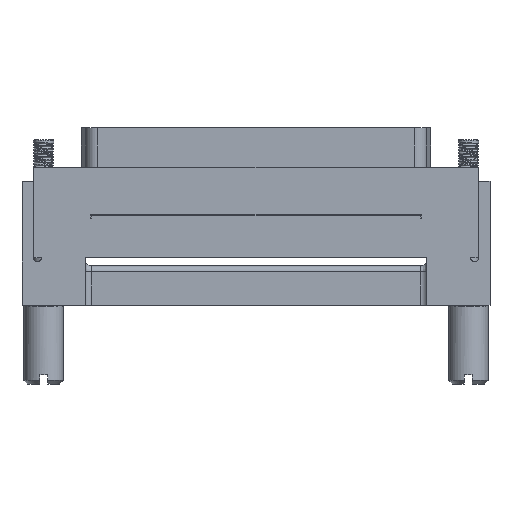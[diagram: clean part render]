
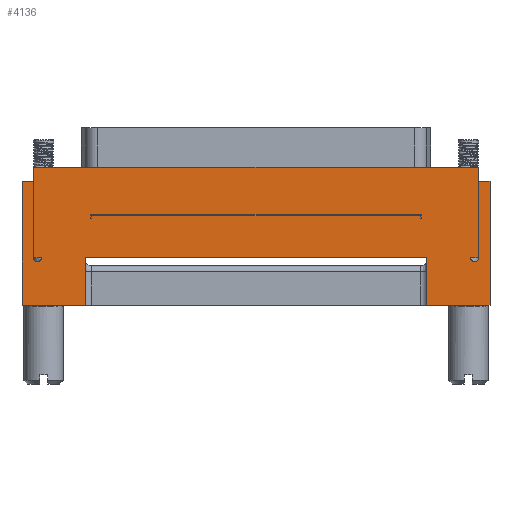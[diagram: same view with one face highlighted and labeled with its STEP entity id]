
A CAD part, front view. The second image highlights one B-rep face of the part: STEP entity #4136.
In plain terms, the highlighted planar face has unit normal (0, -1, 0).
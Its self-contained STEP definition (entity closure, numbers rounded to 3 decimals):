
#441=CARTESIAN_POINT('',(-34.74,-4.125,4.7));
#442=VERTEX_POINT('',#441);
#491=CARTESIAN_POINT('',(-34.74,-4.125,-11.));
#492=VERTEX_POINT('',#491);
#499=CARTESIAN_POINT('',(-34.74,-4.125,-11.));
#500=DIRECTION('',(0.,0.,1.));
#501=VECTOR('',#500,15.7);
#502=LINE('',#499,#501);
#503=EDGE_CURVE('',#492,#442,#502,.T.);
#653=CARTESIAN_POINT('',(-26.74,-4.125,-5.));
#654=VERTEX_POINT('',#653);
#655=CARTESIAN_POINT('',(-26.74,-4.125,-11.));
#656=VERTEX_POINT('',#655);
#657=CARTESIAN_POINT('',(-26.74,-4.125,-5.));
#658=DIRECTION('',(0.,0.,-1.));
#659=VECTOR('',#658,6.);
#660=LINE('',#657,#659);
#661=EDGE_CURVE('',#654,#656,#660,.T.);
#885=CARTESIAN_POINT('',(-33.29,-4.125,-5.));
#886=VERTEX_POINT('',#885);
#895=CARTESIAN_POINT('',(-33.29,-4.125,4.7));
#896=VERTEX_POINT('',#895);
#903=CARTESIAN_POINT('',(-33.29,-4.125,4.7));
#904=DIRECTION('',(0.,0.,-1.));
#905=VECTOR('',#904,9.7);
#906=LINE('',#903,#905);
#907=EDGE_CURVE('',#896,#886,#906,.T.);
#917=CARTESIAN_POINT('',(-32.29,-4.125,-5.));
#918=VERTEX_POINT('',#917);
#919=CARTESIAN_POINT('',(-32.79,-4.125,-5.));
#920=DIRECTION('',(-1.,0.,0.));
#921=DIRECTION('',(0.,-1.,0.));
#922=AXIS2_PLACEMENT_3D('',#919,#921,#920);
#923=CIRCLE('',#922,0.5);
#924=EDGE_CURVE('',#886,#918,#923,.T.);
#966=CARTESIAN_POINT('',(-34.74,-4.125,4.7));
#967=DIRECTION('',(1.,0.,0.));
#968=VECTOR('',#967,1.45);
#969=LINE('',#966,#968);
#970=EDGE_CURVE('',#442,#896,#969,.T.);
#1825=CARTESIAN_POINT('',(24.58,-4.125,4.7));
#1826=VERTEX_POINT('',#1825);
#1833=CARTESIAN_POINT('',(24.58,-4.125,-11.));
#1834=VERTEX_POINT('',#1833);
#1835=CARTESIAN_POINT('',(24.58,-4.125,4.7));
#1836=DIRECTION('',(0.,0.,-1.));
#1837=VECTOR('',#1836,15.7);
#1838=LINE('',#1835,#1837);
#1839=EDGE_CURVE('',#1826,#1834,#1838,.T.);
#2272=CARTESIAN_POINT('',(16.58,-4.125,-11.));
#2273=VERTEX_POINT('',#2272);
#2280=CARTESIAN_POINT('',(16.58,-4.125,-5.));
#2281=VERTEX_POINT('',#2280);
#2282=CARTESIAN_POINT('',(16.58,-4.125,-11.));
#2283=DIRECTION('',(0.,0.,1.));
#2284=VECTOR('',#2283,6.);
#2285=LINE('',#2282,#2284);
#2286=EDGE_CURVE('',#2273,#2281,#2285,.T.);
#2600=CARTESIAN_POINT('',(23.13,-4.125,4.7));
#2601=VERTEX_POINT('',#2600);
#2608=CARTESIAN_POINT('',(23.13,-4.125,4.7));
#2609=DIRECTION('',(1.,0.,0.));
#2610=VECTOR('',#2609,1.45);
#2611=LINE('',#2608,#2610);
#2612=EDGE_CURVE('',#2601,#1826,#2611,.T.);
#2766=CARTESIAN_POINT('',(23.13,-4.125,-5.));
#2767=VERTEX_POINT('',#2766);
#2768=CARTESIAN_POINT('',(23.13,-4.125,-5.));
#2769=DIRECTION('',(0.,0.,1.));
#2770=VECTOR('',#2769,9.7);
#2771=LINE('',#2768,#2770);
#2772=EDGE_CURVE('',#2767,#2601,#2771,.T.);
#2813=CARTESIAN_POINT('',(22.13,-4.125,-5.));
#2814=VERTEX_POINT('',#2813);
#2815=CARTESIAN_POINT('',(22.63,-4.125,-5.));
#2816=DIRECTION('',(-1.,0.,0.));
#2817=DIRECTION('',(0.,-1.,0.));
#2818=AXIS2_PLACEMENT_3D('',#2815,#2817,#2816);
#2819=CIRCLE('',#2818,0.5);
#2820=EDGE_CURVE('',#2814,#2767,#2819,.T.);
#3234=CARTESIAN_POINT('',(24.58,-4.125,-11.));
#3235=DIRECTION('',(-1.,0.,0.));
#3236=VECTOR('',#3235,8.);
#3237=LINE('',#3234,#3236);
#3238=EDGE_CURVE('',#1834,#2273,#3237,.T.);
#3245=CARTESIAN_POINT('',(-26.74,-4.125,-11.));
#3246=DIRECTION('',(-1.,0.,0.));
#3247=VECTOR('',#3246,8.);
#3248=LINE('',#3245,#3247);
#3249=EDGE_CURVE('',#656,#492,#3248,.T.);
#3397=CARTESIAN_POINT('',(-33.25,-4.125,-5.));
#3398=VERTEX_POINT('',#3397);
#3450=CARTESIAN_POINT('',(-32.29,-4.125,-5.));
#3451=DIRECTION('',(-1.,0.,0.));
#3452=VECTOR('',#3451,0.96);
#3453=LINE('',#3450,#3452);
#3454=EDGE_CURVE('',#918,#3398,#3453,.T.);
#3670=CARTESIAN_POINT('',(-33.25,-4.125,6.5));
#3671=VERTEX_POINT('',#3670);
#3672=CARTESIAN_POINT('',(-33.25,-4.125,-5.));
#3673=DIRECTION('',(0.,0.,1.));
#3674=VECTOR('',#3673,11.5);
#3675=LINE('',#3672,#3674);
#3676=EDGE_CURVE('',#3398,#3671,#3675,.T.);
#4003=CARTESIAN_POINT('',(-5.08,-4.125,-2.25));
#4004=DIRECTION('',(1.,0.,0.));
#4005=DIRECTION('',(0.,-1.,0.));
#4006=AXIS2_PLACEMENT_3D('',#4003,#4005,#4004);
#4007=PLANE('',#4006);
#4008=CARTESIAN_POINT('',(23.09,-4.125,-5.));
#4009=VERTEX_POINT('',#4008);
#4010=CARTESIAN_POINT('',(23.09,-4.125,6.5));
#4011=VERTEX_POINT('',#4010);
#4012=CARTESIAN_POINT('',(23.09,-4.125,-5.));
#4013=DIRECTION('',(0.,0.,1.));
#4014=VECTOR('',#4013,11.5);
#4015=LINE('',#4012,#4014);
#4016=EDGE_CURVE('',#4009,#4011,#4015,.T.);
#4017=ORIENTED_EDGE('',*,*,#4016,.T.);
#4018=CARTESIAN_POINT('',(23.09,-4.125,6.5));
#4019=DIRECTION('',(-1.,0.,0.));
#4020=VECTOR('',#4019,56.34);
#4021=LINE('',#4018,#4020);
#4022=EDGE_CURVE('',#4011,#3671,#4021,.T.);
#4023=ORIENTED_EDGE('',*,*,#4022,.T.);
#4024=ORIENTED_EDGE('',*,*,#3676,.F.);
#4025=ORIENTED_EDGE('',*,*,#3454,.F.);
#4026=ORIENTED_EDGE('',*,*,#924,.F.);
#4027=ORIENTED_EDGE('',*,*,#907,.F.);
#4028=ORIENTED_EDGE('',*,*,#970,.F.);
#4029=ORIENTED_EDGE('',*,*,#503,.F.);
#4030=ORIENTED_EDGE('',*,*,#3249,.F.);
#4031=ORIENTED_EDGE('',*,*,#661,.F.);
#4032=CARTESIAN_POINT('',(-26.74,-4.125,-5.));
#4033=DIRECTION('',(1.,0.,0.));
#4034=VECTOR('',#4033,43.32);
#4035=LINE('',#4032,#4034);
#4036=EDGE_CURVE('',#654,#2281,#4035,.T.);
#4037=ORIENTED_EDGE('',*,*,#4036,.T.);
#4038=ORIENTED_EDGE('',*,*,#2286,.F.);
#4039=ORIENTED_EDGE('',*,*,#3238,.F.);
#4040=ORIENTED_EDGE('',*,*,#1839,.F.);
#4041=ORIENTED_EDGE('',*,*,#2612,.F.);
#4042=ORIENTED_EDGE('',*,*,#2772,.F.);
#4043=ORIENTED_EDGE('',*,*,#2820,.F.);
#4044=CARTESIAN_POINT('',(22.13,-4.125,-5.));
#4045=DIRECTION('',(1.,0.,0.));
#4046=VECTOR('',#4045,0.96);
#4047=LINE('',#4044,#4046);
#4048=EDGE_CURVE('',#2814,#4009,#4047,.T.);
#4049=ORIENTED_EDGE('',*,*,#4048,.T.);
#4050=EDGE_LOOP('',(#4017,#4023,#4024,#4025,#4026,#4027,#4028,#4029,#4030,#4031,#4037,#4038,#4039,#4040,#4041,#4042,#4043,#4049));
#4051=FACE_OUTER_BOUND('',#4050,.T.);
#4052=CARTESIAN_POINT('',(-26.04,-4.125,0.));
#4053=VERTEX_POINT('',#4052);
#4054=CARTESIAN_POINT('',(-26.04,-4.125,0.5));
#4055=VERTEX_POINT('',#4054);
#4056=CARTESIAN_POINT('',(-26.04,-4.125,0.));
#4057=DIRECTION('',(0.,0.,1.));
#4058=VECTOR('',#4057,0.5);
#4059=LINE('',#4056,#4058);
#4060=EDGE_CURVE('',#4053,#4055,#4059,.T.);
#4061=ORIENTED_EDGE('',*,*,#4060,.T.);
#4062=CARTESIAN_POINT('',(15.88,-4.125,0.5));
#4063=VERTEX_POINT('',#4062);
#4064=CARTESIAN_POINT('',(-26.04,-4.125,0.5));
#4065=DIRECTION('',(1.,0.,0.));
#4066=VECTOR('',#4065,41.92);
#4067=LINE('',#4064,#4066);
#4068=EDGE_CURVE('',#4055,#4063,#4067,.T.);
#4069=ORIENTED_EDGE('',*,*,#4068,.T.);
#4070=CARTESIAN_POINT('',(15.88,-4.125,0.));
#4071=VERTEX_POINT('',#4070);
#4072=CARTESIAN_POINT('',(15.88,-4.125,0.5));
#4073=DIRECTION('',(0.,0.,-1.));
#4074=VECTOR('',#4073,0.5);
#4075=LINE('',#4072,#4074);
#4076=EDGE_CURVE('',#4063,#4071,#4075,.T.);
#4077=ORIENTED_EDGE('',*,*,#4076,.T.);
#4078=CARTESIAN_POINT('',(15.8,-4.125,0.));
#4079=VERTEX_POINT('',#4078);
#4080=CARTESIAN_POINT('',(15.88,-4.125,0.));
#4081=DIRECTION('',(-1.,0.,0.));
#4082=VECTOR('',#4081,0.08);
#4083=LINE('',#4080,#4082);
#4084=EDGE_CURVE('',#4071,#4079,#4083,.T.);
#4085=ORIENTED_EDGE('',*,*,#4084,.T.);
#4086=CARTESIAN_POINT('',(15.8,-4.125,0.2));
#4087=VERTEX_POINT('',#4086);
#4088=CARTESIAN_POINT('',(15.8,-4.125,0.));
#4089=DIRECTION('',(0.,0.,1.));
#4090=VECTOR('',#4089,0.2);
#4091=LINE('',#4088,#4090);
#4092=EDGE_CURVE('',#4079,#4087,#4091,.T.);
#4093=ORIENTED_EDGE('',*,*,#4092,.T.);
#4094=CARTESIAN_POINT('',(15.6,-4.125,0.4));
#4095=VERTEX_POINT('',#4094);
#4096=CARTESIAN_POINT('',(15.6,-4.125,0.2));
#4097=DIRECTION('',(1.,0.,0.));
#4098=DIRECTION('',(0.,-1.,0.));
#4099=AXIS2_PLACEMENT_3D('',#4096,#4098,#4097);
#4100=CIRCLE('',#4099,0.2);
#4101=EDGE_CURVE('',#4087,#4095,#4100,.T.);
#4102=ORIENTED_EDGE('',*,*,#4101,.T.);
#4103=CARTESIAN_POINT('',(-25.76,-4.125,0.4));
#4104=VERTEX_POINT('',#4103);
#4105=CARTESIAN_POINT('',(15.6,-4.125,0.4));
#4106=DIRECTION('',(-1.,0.,0.));
#4107=VECTOR('',#4106,41.36);
#4108=LINE('',#4105,#4107);
#4109=EDGE_CURVE('',#4095,#4104,#4108,.T.);
#4110=ORIENTED_EDGE('',*,*,#4109,.T.);
#4111=CARTESIAN_POINT('',(-25.96,-4.125,0.2));
#4112=VERTEX_POINT('',#4111);
#4113=CARTESIAN_POINT('',(-25.76,-4.125,0.2));
#4114=DIRECTION('',(0.,0.,1.));
#4115=DIRECTION('',(0.,-1.,0.));
#4116=AXIS2_PLACEMENT_3D('',#4113,#4115,#4114);
#4117=CIRCLE('',#4116,0.2);
#4118=EDGE_CURVE('',#4104,#4112,#4117,.T.);
#4119=ORIENTED_EDGE('',*,*,#4118,.T.);
#4120=CARTESIAN_POINT('',(-25.96,-4.125,0.));
#4121=VERTEX_POINT('',#4120);
#4122=CARTESIAN_POINT('',(-25.96,-4.125,0.2));
#4123=DIRECTION('',(0.,0.,-1.));
#4124=VECTOR('',#4123,0.2);
#4125=LINE('',#4122,#4124);
#4126=EDGE_CURVE('',#4112,#4121,#4125,.T.);
#4127=ORIENTED_EDGE('',*,*,#4126,.T.);
#4128=CARTESIAN_POINT('',(-25.96,-4.125,0.));
#4129=DIRECTION('',(-1.,0.,0.));
#4130=VECTOR('',#4129,0.08);
#4131=LINE('',#4128,#4130);
#4132=EDGE_CURVE('',#4121,#4053,#4131,.T.);
#4133=ORIENTED_EDGE('',*,*,#4132,.T.);
#4134=EDGE_LOOP('',(#4061,#4069,#4077,#4085,#4093,#4102,#4110,#4119,#4127,#4133));
#4135=FACE_BOUND('',#4134,.T.);
#4136=ADVANCED_FACE('',(#4051,#4135),#4007,.T.);
